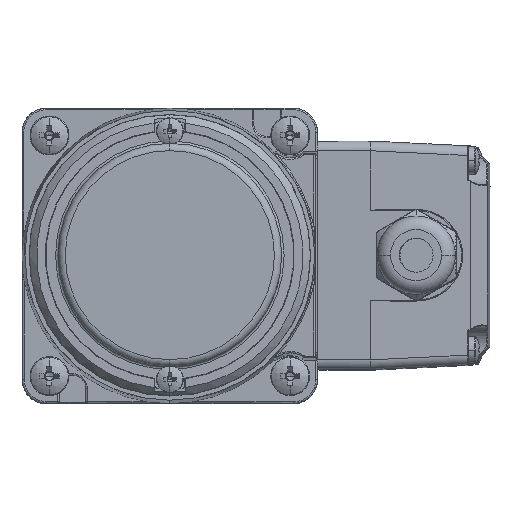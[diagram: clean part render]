
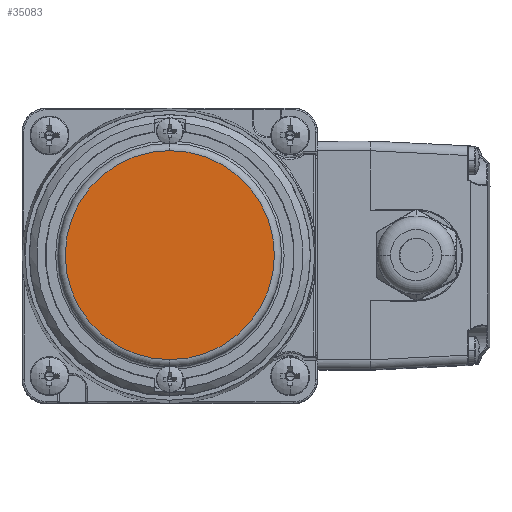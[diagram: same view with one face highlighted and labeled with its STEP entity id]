
A CAD part, top view. The second image highlights one B-rep face of the part: STEP entity #35083.
In plain terms, the highlighted face is planar.
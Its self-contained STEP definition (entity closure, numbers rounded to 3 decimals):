
#157 = ORIENTED_EDGE ( 'NONE', *, *, #45968, .F. ) ;
#3954 = AXIS2_PLACEMENT_3D ( 'NONE', #41220, #19690, #5589 ) ;
#5362 = AXIS2_PLACEMENT_3D ( 'NONE', #43656, #33347, #28903 ) ;
#5558 = ORIENTED_EDGE ( 'NONE', *, *, #6997, .F. ) ;
#5589 = DIRECTION ( 'NONE',  ( 0., 0., 1. ) ) ;
#5836 = EDGE_LOOP ( 'NONE', ( #5558, #157 ) ) ;
#6997 = EDGE_CURVE ( 'NONE', #13565, #33923, #22209, .T. ) ;
#7605 = CIRCLE ( 'NONE', #5362, 21.5 ) ;
#13565 = VERTEX_POINT ( 'NONE', #20281 ) ;
#16907 = CARTESIAN_POINT ( 'NONE',  ( -87.75, 0., 21.5 ) ) ;
#19690 = DIRECTION ( 'NONE',  ( -1., 0., 0. ) ) ;
#20281 = CARTESIAN_POINT ( 'NONE',  ( -87.75, 0., -21.5 ) ) ;
#22209 = CIRCLE ( 'NONE', #37935, 21.5 ) ;
#23204 = FACE_OUTER_BOUND ( 'NONE', #5836, .T. ) ;
#28903 = DIRECTION ( 'NONE',  ( 0., 0., 1. ) ) ;
#32466 = DIRECTION ( 'NONE',  ( 1., 0., 0. ) ) ;
#33347 = DIRECTION ( 'NONE',  ( 1., 0., 0. ) ) ;
#33734 = PLANE ( 'NONE',  #3954 ) ;
#33923 = VERTEX_POINT ( 'NONE', #16907 ) ;
#35083 = ADVANCED_FACE ( 'NONE', ( #23204 ), #33734, .T. ) ;
#36002 = CARTESIAN_POINT ( 'NONE',  ( -87.75, 0., 0. ) ) ;
#37935 = AXIS2_PLACEMENT_3D ( 'NONE', #36002, #32466, #39505 ) ;
#39505 = DIRECTION ( 'NONE',  ( 0., 0., -1. ) ) ;
#41220 = CARTESIAN_POINT ( 'NONE',  ( -87.75, 0., 0. ) ) ;
#43656 = CARTESIAN_POINT ( 'NONE',  ( -87.75, 0., 0. ) ) ;
#45968 = EDGE_CURVE ( 'NONE', #33923, #13565, #7605, .T. ) ;
